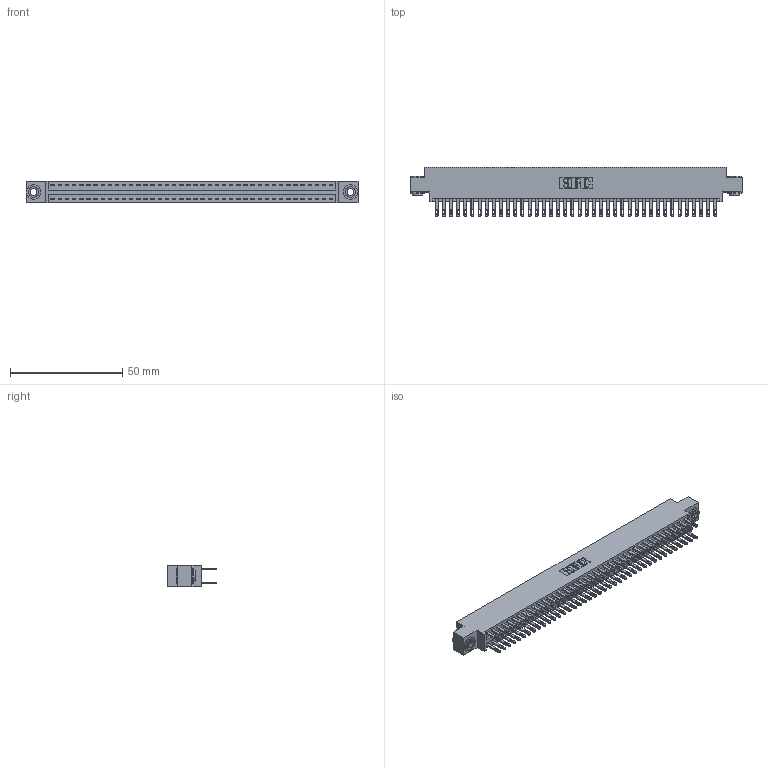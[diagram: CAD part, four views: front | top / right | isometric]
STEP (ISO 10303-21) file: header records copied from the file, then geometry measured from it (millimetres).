
FILE_DESCRIPTION (( 'STEP AP203' ), '1' );
FILE_NAME ('346-080-500-803.STEP', '2022-05-25T15:08:47', ( '' ), ( '' ), 'SwSTEP 2.0', 'SolidWorks 2020', '' );
FILE_SCHEMA (( 'CONFIG_CONTROL_DESIGN' ));
Length unit declared in the file: inch
Products named in the file (4): 345-250-002_345-250-002-102; 346-080-500-803; 345-292-001_345-293-100; 346 Part_0.170 Offset - 0.156 Dia-TH
Assembly tree (83 placements, depth 2):
  346-080-500-803
    346 Part_0.170 Offset - 0.156 Dia-TH
    345-292-001_345-293-100  x80
    345-250-002_345-250-002-102  x2
Bounding box: 147.57 x 21.84 x 9.4 mm (x, y, z)
Volume: 14465.9 mm3; surface area: 21118.6 mm2
Topology: 83 solids, 83 shells, 4018 faces, 12213 edges, 8138 vertices
Faces by surface type: plane 2424, cylinder 1586, cone 8
Entity records: 27502 total; most frequent: CARTESIAN_POINT 4517, ORIENTED_EDGE 4442, DIRECTION 4063, EDGE_CURVE 2221, VECTOR 1901, LINE 1901, VERTEX_POINT 1478, AXIS2_PLACEMENT_3D 1081
